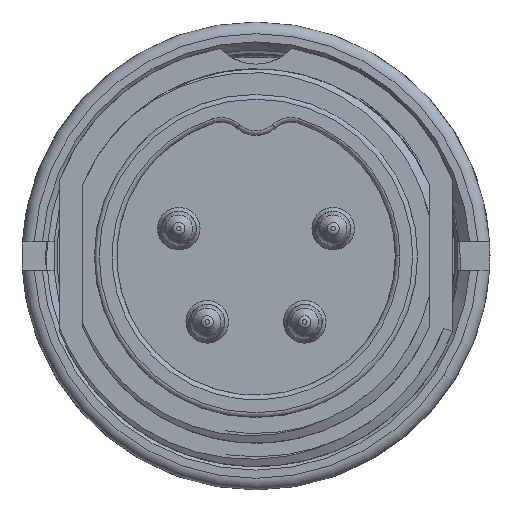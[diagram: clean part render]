
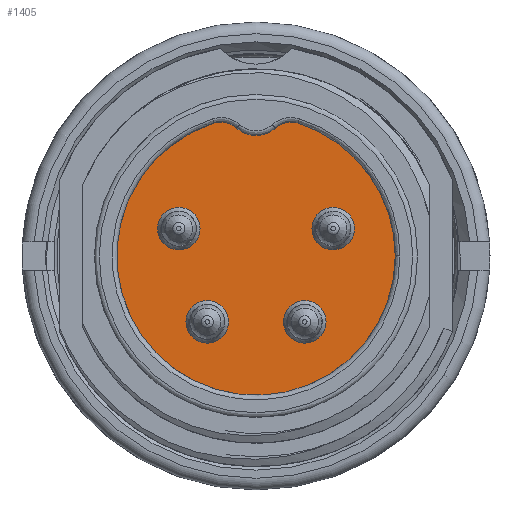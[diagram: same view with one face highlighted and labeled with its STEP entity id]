
A CAD part, front view. The second image highlights one B-rep face of the part: STEP entity #1405.
In plain terms, the highlighted planar face has unit normal (0, -1, 0).
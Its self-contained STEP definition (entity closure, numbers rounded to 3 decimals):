
#537=FACE_BOUND('',#2102,.T.);
#538=FACE_BOUND('',#2103,.T.);
#539=FACE_BOUND('',#2104,.T.);
#540=FACE_BOUND('',#2105,.T.);
#541=FACE_BOUND('',#2106,.T.);
#1229=CIRCLE('',#6318,6.55);
#1230=CIRCLE('',#6320,0.5);
#1231=CIRCLE('',#6322,0.5);
#1232=CIRCLE('',#6325,2.);
#1233=CIRCLE('',#6326,6.15);
#1234=CIRCLE('',#6327,6.15);
#1235=CIRCLE('',#6328,2.);
#1236=CIRCLE('',#6329,6.55);
#1237=CIRCLE('',#6330,0.91);
#1238=CIRCLE('',#6331,0.91);
#1239=CIRCLE('',#6332,0.91);
#1240=CIRCLE('',#6333,0.91);
#1405=ADVANCED_FACE('',(#537,#538,#539,#540,#541),#1722,.T.);
#1722=PLANE('',#6334);
#2102=EDGE_LOOP('',(#2626,#2627,#2628,#2629,#2630,#2631,#2632,#2633,#2634,
#2635,#2636));
#2103=EDGE_LOOP('',(#2637));
#2104=EDGE_LOOP('',(#2638));
#2105=EDGE_LOOP('',(#2639));
#2106=EDGE_LOOP('',(#2640));
#2626=ORIENTED_EDGE('',*,*,#4862,.T.);
#2627=ORIENTED_EDGE('',*,*,#4863,.T.);
#2628=ORIENTED_EDGE('',*,*,#4864,.T.);
#2629=ORIENTED_EDGE('',*,*,#4865,.T.);
#2630=ORIENTED_EDGE('',*,*,#4866,.F.);
#2631=ORIENTED_EDGE('',*,*,#4867,.T.);
#2632=ORIENTED_EDGE('',*,*,#4854,.T.);
#2633=ORIENTED_EDGE('',*,*,#4858,.T.);
#2634=ORIENTED_EDGE('',*,*,#4851,.T.);
#2635=ORIENTED_EDGE('',*,*,#4845,.T.);
#2636=ORIENTED_EDGE('',*,*,#4850,.F.);
#2637=ORIENTED_EDGE('',*,*,#4868,.F.);
#2638=ORIENTED_EDGE('',*,*,#4869,.F.);
#2639=ORIENTED_EDGE('',*,*,#4870,.F.);
#2640=ORIENTED_EDGE('',*,*,#4871,.F.);
#4239=VERTEX_POINT('',#8256);
#4240=VERTEX_POINT('',#8257);
#4243=VERTEX_POINT('',#8275);
#4244=VERTEX_POINT('',#8279);
#4246=VERTEX_POINT('',#8290);
#4247=VERTEX_POINT('',#8291);
#4252=VERTEX_POINT('',#8334);
#4253=VERTEX_POINT('',#8336);
#4254=VERTEX_POINT('',#8338);
#4255=VERTEX_POINT('',#8340);
#4256=VERTEX_POINT('',#8342);
#4257=VERTEX_POINT('',#8345);
#4258=VERTEX_POINT('',#8347);
#4259=VERTEX_POINT('',#8349);
#4260=VERTEX_POINT('',#8351);
#4845=EDGE_CURVE('',#4239,#4240,#5648,.T.);
#4850=EDGE_CURVE('',#4243,#4240,#1229,.T.);
#4851=EDGE_CURVE('',#4244,#4239,#1230,.T.);
#4854=EDGE_CURVE('',#4246,#4247,#1231,.T.);
#4858=EDGE_CURVE('',#4247,#4244,#5654,.T.);
#4862=EDGE_CURVE('',#4243,#4252,#1232,.T.);
#4863=EDGE_CURVE('',#4252,#4253,#1233,.T.);
#4864=EDGE_CURVE('',#4253,#4254,#1234,.T.);
#4865=EDGE_CURVE('',#4254,#4255,#1235,.T.);
#4866=EDGE_CURVE('',#4256,#4255,#1236,.T.);
#4867=EDGE_CURVE('',#4256,#4246,#5655,.T.);
#4868=EDGE_CURVE('',#4257,#4257,#1237,.T.);
#4869=EDGE_CURVE('',#4258,#4258,#1238,.T.);
#4870=EDGE_CURVE('',#4259,#4259,#1239,.T.);
#4871=EDGE_CURVE('',#4260,#4260,#1240,.T.);
#5648=LINE('',#8255,#5964);
#5654=LINE('',#8303,#5970);
#5655=LINE('',#8343,#5971);
#5964=VECTOR('',#6809,1.);
#5970=VECTOR('',#6829,1.);
#5971=VECTOR('',#6842,1.);
#6318=AXIS2_PLACEMENT_3D('',#8276,#6814,#6815);
#6320=AXIS2_PLACEMENT_3D('',#8278,#6818,#6819);
#6322=AXIS2_PLACEMENT_3D('',#8289,#6823,#6824);
#6325=AXIS2_PLACEMENT_3D('',#8333,#6832,#6833);
#6326=AXIS2_PLACEMENT_3D('',#8335,#6834,#6835);
#6327=AXIS2_PLACEMENT_3D('',#8337,#6836,#6837);
#6328=AXIS2_PLACEMENT_3D('',#8339,#6838,#6839);
#6329=AXIS2_PLACEMENT_3D('',#8341,#6840,#6841);
#6330=AXIS2_PLACEMENT_3D('',#8344,#6843,#6844);
#6331=AXIS2_PLACEMENT_3D('',#8346,#6845,#6846);
#6332=AXIS2_PLACEMENT_3D('',#8348,#6847,#6848);
#6333=AXIS2_PLACEMENT_3D('',#8350,#6849,#6850);
#6334=AXIS2_PLACEMENT_3D('',#8352,#6851,#6852);
#6809=DIRECTION('',(0.,0.,1.));
#6814=DIRECTION('',(0.,1.,0.));
#6815=DIRECTION('',(1.,0.,0.));
#6818=DIRECTION('',(0.,1.,0.));
#6819=DIRECTION('',(1.,0.,0.));
#6823=DIRECTION('',(0.,1.,0.));
#6824=DIRECTION('',(1.,0.,0.));
#6829=DIRECTION('',(-1.,0.,0.));
#6832=DIRECTION('',(0.,-1.,0.));
#6833=DIRECTION('',(-0.874,0.,0.486));
#6834=DIRECTION('',(0.,-1.,0.));
#6835=DIRECTION('',(-0.563,0.,0.827));
#6836=DIRECTION('',(0.,-1.,0.));
#6837=DIRECTION('',(1.,0.,0.));
#6838=DIRECTION('',(0.,-1.,0.));
#6839=DIRECTION('',(0.983,0.,0.182));
#6840=DIRECTION('',(0.,1.,0.));
#6841=DIRECTION('',(1.,0.,0.));
#6842=DIRECTION('',(0.,0.,-1.));
#6843=DIRECTION('',(0.,-1.,0.));
#6844=DIRECTION('',(-1.,0.,0.));
#6845=DIRECTION('',(0.,-1.,0.));
#6846=DIRECTION('',(-1.,0.,0.));
#6847=DIRECTION('',(0.,-1.,0.));
#6848=DIRECTION('',(-1.,0.,0.));
#6849=DIRECTION('',(0.,-1.,0.));
#6850=DIRECTION('',(-1.,0.,0.));
#6851=DIRECTION('',(0.,-1.,0.));
#6852=DIRECTION('',(-1.,0.,0.));
#8255=CARTESIAN_POINT('',(-1.526,-17.136,6.459));
#8256=CARTESIAN_POINT('',(-1.526,-17.136,6.25));
#8257=CARTESIAN_POINT('',(-1.526,-17.136,6.434));
#8275=CARTESIAN_POINT('',(-3.544,-17.136,5.691));
#8276=CARTESIAN_POINT('',(-0.301,-17.136,0.));
#8278=CARTESIAN_POINT('',(-1.026,-17.136,6.25));
#8279=CARTESIAN_POINT('',(-1.026,-17.136,5.75));
#8289=CARTESIAN_POINT('',(0.424,-17.136,6.25));
#8290=CARTESIAN_POINT('',(0.924,-17.136,6.25));
#8291=CARTESIAN_POINT('',(0.424,-17.136,5.75));
#8303=CARTESIAN_POINT('',(-1.026,-17.136,5.75));
#8333=CARTESIAN_POINT('',(-1.797,-17.136,4.719));
#8334=CARTESIAN_POINT('',(-3.763,-17.136,5.083));
#8335=CARTESIAN_POINT('',(-0.301,-17.136,0.));
#8336=CARTESIAN_POINT('',(5.849,-17.136,0.));
#8337=CARTESIAN_POINT('',(-0.301,-17.136,0.));
#8338=CARTESIAN_POINT('',(3.161,-17.136,5.083));
#8339=CARTESIAN_POINT('',(1.194,-17.136,4.719));
#8340=CARTESIAN_POINT('',(2.942,-17.136,5.691));
#8341=CARTESIAN_POINT('',(-0.301,-17.136,0.));
#8342=CARTESIAN_POINT('',(0.924,-17.136,6.434));
#8343=CARTESIAN_POINT('',(0.924,-17.136,6.25));
#8344=CARTESIAN_POINT('',(1.781,-17.136,-2.813));
#8345=CARTESIAN_POINT('',(0.871,-17.136,-2.813));
#8346=CARTESIAN_POINT('',(2.998,-17.136,1.168));
#8347=CARTESIAN_POINT('',(2.088,-17.136,1.168));
#8348=CARTESIAN_POINT('',(-2.383,-17.136,-2.813));
#8349=CARTESIAN_POINT('',(-3.293,-17.136,-2.813));
#8350=CARTESIAN_POINT('',(-3.6,-17.136,1.168));
#8351=CARTESIAN_POINT('',(-4.51,-17.136,1.168));
#8352=CARTESIAN_POINT('',(6.849,-17.136,7.15));
